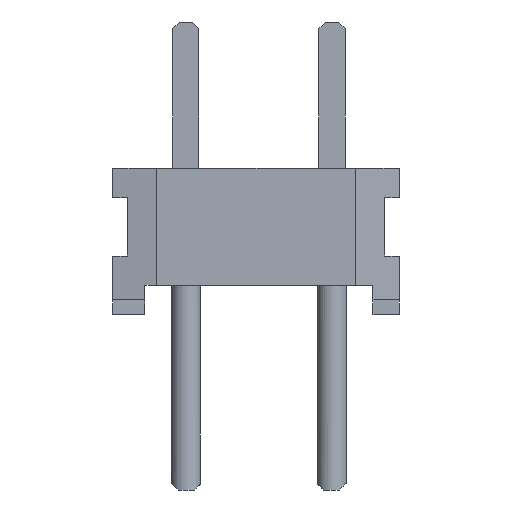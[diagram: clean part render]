
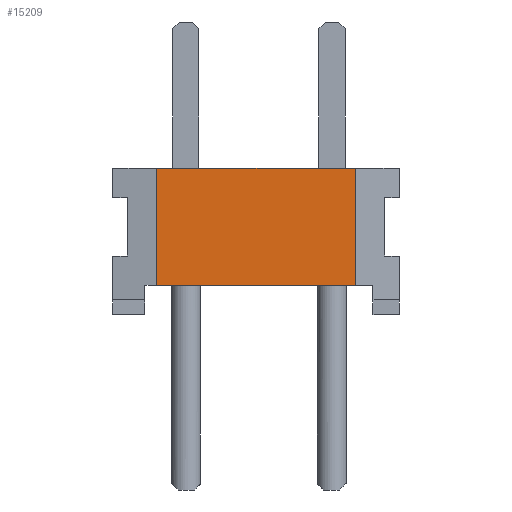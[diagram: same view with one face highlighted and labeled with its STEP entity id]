
A CAD part, left-side view. The second image highlights one B-rep face of the part: STEP entity #15209.
In plain terms, the highlighted planar face has unit normal (-1, 0, 0).
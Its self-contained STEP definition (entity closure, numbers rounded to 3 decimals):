
#15209 = ADVANCED_FACE('',(#15210),#15244,.F.);
#15210 = FACE_BOUND('',#15211,.T.);
#15211 = EDGE_LOOP('',(#15212,#15222,#15230,#15238));
#15212 = ORIENTED_EDGE('',*,*,#15213,.F.);
#15213 = EDGE_CURVE('',#15214,#15216,#15218,.T.);
#15214 = VERTEX_POINT('',#15215);
#15215 = CARTESIAN_POINT('',(-17.145,1.778,2.54));
#15216 = VERTEX_POINT('',#15217);
#15217 = CARTESIAN_POINT('',(-17.145,-1.676,2.54));
#15218 = LINE('',#15219,#15220);
#15219 = CARTESIAN_POINT('',(-17.145,2.54,2.54));
#15220 = VECTOR('',#15221,1.);
#15221 = DIRECTION('',(0.,-1.,0.));
#15222 = ORIENTED_EDGE('',*,*,#15223,.T.);
#15223 = EDGE_CURVE('',#15214,#15224,#15226,.T.);
#15224 = VERTEX_POINT('',#15225);
#15225 = CARTESIAN_POINT('',(-17.145,1.778,0.508));
#15226 = LINE('',#15227,#15228);
#15227 = CARTESIAN_POINT('',(-17.145,1.778,2.54));
#15228 = VECTOR('',#15229,1.);
#15229 = DIRECTION('',(0.,0.,-1.));
#15230 = ORIENTED_EDGE('',*,*,#15231,.T.);
#15231 = EDGE_CURVE('',#15224,#15232,#15234,.T.);
#15232 = VERTEX_POINT('',#15233);
#15233 = CARTESIAN_POINT('',(-17.145,-1.676,0.508));
#15234 = LINE('',#15235,#15236);
#15235 = CARTESIAN_POINT('',(-17.145,1.981,0.508));
#15236 = VECTOR('',#15237,1.);
#15237 = DIRECTION('',(0.,-1.,0.));
#15238 = ORIENTED_EDGE('',*,*,#15239,.T.);
#15239 = EDGE_CURVE('',#15232,#15216,#15240,.T.);
#15240 = LINE('',#15241,#15242);
#15241 = CARTESIAN_POINT('',(-17.145,-1.676,2.54));
#15242 = VECTOR('',#15243,1.);
#15243 = DIRECTION('',(0.,0.,1.));
#15244 = PLANE('',#15245);
#15245 = AXIS2_PLACEMENT_3D('',#15246,#15247,#15248);
#15246 = CARTESIAN_POINT('',(-17.145,2.54,2.54));
#15247 = DIRECTION('',(1.,0.,0.));
#15248 = DIRECTION('',(0.,1.,0.));
